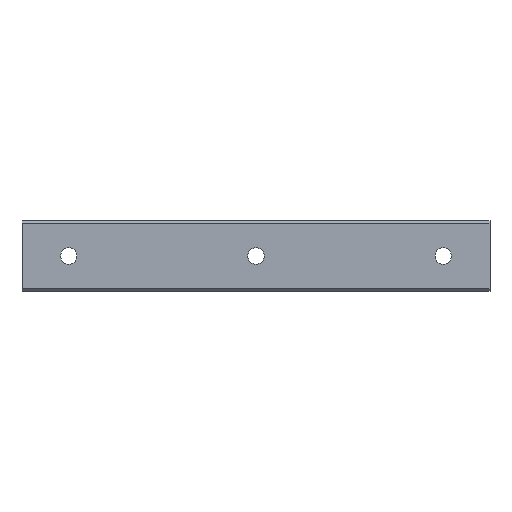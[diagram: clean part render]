
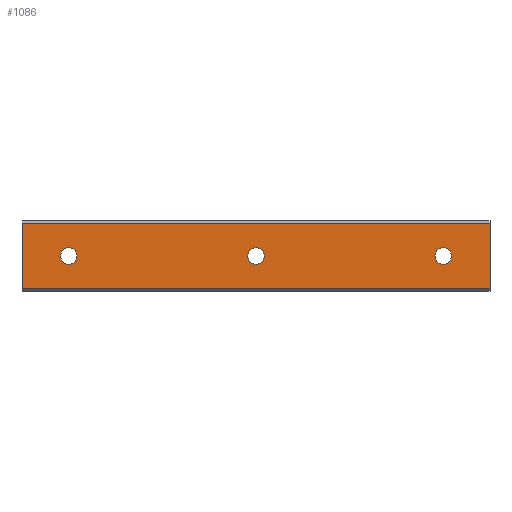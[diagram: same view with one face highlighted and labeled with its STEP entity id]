
A CAD part, front view. The second image highlights one B-rep face of the part: STEP entity #1086.
In plain terms, the highlighted planar face has unit normal (0, -1, 0).
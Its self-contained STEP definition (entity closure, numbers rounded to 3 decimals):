
#12 = ORIENTED_EDGE ( 'NONE', *, *, #898, .F. ) ;
#17 = VERTEX_POINT ( 'NONE', #1200 ) ;
#20 = CARTESIAN_POINT ( 'NONE',  ( -10., 0., -7. ) ) ;
#26 = EDGE_CURVE ( 'NONE', #271, #631, #205, .T. ) ;
#36 = CARTESIAN_POINT ( 'NONE',  ( 80., 0., -1.75 ) ) ;
#44 = AXIS2_PLACEMENT_3D ( 'NONE', #512, #1192, #385 ) ;
#66 = DIRECTION ( 'NONE',  ( 0., 0., 1. ) ) ;
#77 = CARTESIAN_POINT ( 'NONE',  ( 80., 0., 1.75 ) ) ;
#98 = VERTEX_POINT ( 'NONE', #36 ) ;
#112 = AXIS2_PLACEMENT_3D ( 'NONE', #1179, #596, #1085 ) ;
#125 = ORIENTED_EDGE ( 'NONE', *, *, #1213, .F. ) ;
#147 = ORIENTED_EDGE ( 'NONE', *, *, #1062, .F. ) ;
#153 = CARTESIAN_POINT ( 'NONE',  ( 0., 0., 0. ) ) ;
#156 = AXIS2_PLACEMENT_3D ( 'NONE', #555, #167, #976 ) ;
#160 = EDGE_CURVE ( 'NONE', #517, #894, #488, .T. ) ;
#167 = DIRECTION ( 'NONE',  ( 0., -1., 0. ) ) ;
#171 = CARTESIAN_POINT ( 'NONE',  ( -10., 0., 7. ) ) ;
#178 = LINE ( 'NONE', #1065, #1232 ) ;
#189 = CARTESIAN_POINT ( 'NONE',  ( 90., 0., -7. ) ) ;
#199 = VERTEX_POINT ( 'NONE', #171 ) ;
#201 = DIRECTION ( 'NONE',  ( 0., -1., 0. ) ) ;
#204 = EDGE_CURVE ( 'NONE', #631, #199, #178, .T. ) ;
#205 = LINE ( 'NONE', #189, #805 ) ;
#209 = CARTESIAN_POINT ( 'NONE',  ( 40., 0., -1.75 ) ) ;
#221 = ORIENTED_EDGE ( 'NONE', *, *, #26, .F. ) ;
#242 = LINE ( 'NONE', #911, #320 ) ;
#243 = VERTEX_POINT ( 'NONE', #77 ) ;
#249 = EDGE_CURVE ( 'NONE', #98, #243, #484, .T. ) ;
#271 = VERTEX_POINT ( 'NONE', #1058 ) ;
#305 = CARTESIAN_POINT ( 'NONE',  ( 90., 0., 7. ) ) ;
#320 = VECTOR ( 'NONE', #1050, 1000. ) ;
#329 = AXIS2_PLACEMENT_3D ( 'NONE', #153, #563, #424 ) ;
#363 = EDGE_CURVE ( 'NONE', #199, #1014, #242, .T. ) ;
#385 = DIRECTION ( 'NONE',  ( 0., 0., 1. ) ) ;
#408 = ORIENTED_EDGE ( 'NONE', *, *, #204, .F. ) ;
#412 = CARTESIAN_POINT ( 'NONE',  ( 0., 0., 0. ) ) ;
#423 = VECTOR ( 'NONE', #560, 1000. ) ;
#424 = DIRECTION ( 'NONE',  ( 0., 0., 1. ) ) ;
#432 = ORIENTED_EDGE ( 'NONE', *, *, #160, .F. ) ;
#458 = FACE_OUTER_BOUND ( 'NONE', #709, .T. ) ;
#459 = EDGE_LOOP ( 'NONE', ( #147, #871 ) ) ;
#484 = CIRCLE ( 'NONE', #156, 1.75 ) ;
#488 = CIRCLE ( 'NONE', #1077, 1.75 ) ;
#504 = CIRCLE ( 'NONE', #329, 1.75 ) ;
#512 = CARTESIAN_POINT ( 'NONE',  ( 40., 0., 0. ) ) ;
#517 = VERTEX_POINT ( 'NONE', #845 ) ;
#541 = AXIS2_PLACEMENT_3D ( 'NONE', #412, #201, #1011 ) ;
#548 = FACE_BOUND ( 'NONE', #459, .T. ) ;
#555 = CARTESIAN_POINT ( 'NONE',  ( 80., 0., 0. ) ) ;
#559 = CARTESIAN_POINT ( 'NONE',  ( 90., 0., 7. ) ) ;
#560 = DIRECTION ( 'NONE',  ( 0., 0., -1. ) ) ;
#563 = DIRECTION ( 'NONE',  ( 0., -1., 0. ) ) ;
#566 = LINE ( 'NONE', #855, #423 ) ;
#569 = CIRCLE ( 'NONE', #112, 1.75 ) ;
#596 = DIRECTION ( 'NONE',  ( 0., -1., 0. ) ) ;
#607 = DIRECTION ( 'NONE',  ( -1., 0., 0. ) ) ;
#614 = EDGE_LOOP ( 'NONE', ( #125, #958 ) ) ;
#616 = ORIENTED_EDGE ( 'NONE', *, *, #696, .F. ) ;
#627 = CIRCLE ( 'NONE', #44, 1.75 ) ;
#631 = VERTEX_POINT ( 'NONE', #20 ) ;
#647 = DIRECTION ( 'NONE',  ( 0., 0., 1. ) ) ;
#696 = EDGE_CURVE ( 'NONE', #1014, #271, #566, .T. ) ;
#709 = EDGE_LOOP ( 'NONE', ( #221, #616, #1029, #408 ) ) ;
#724 = DIRECTION ( 'NONE',  ( 0., -1., 0. ) ) ;
#731 = VERTEX_POINT ( 'NONE', #1151 ) ;
#803 = EDGE_LOOP ( 'NONE', ( #432, #12 ) ) ;
#805 = VECTOR ( 'NONE', #607, 1000. ) ;
#823 = FACE_BOUND ( 'NONE', #614, .T. ) ;
#845 = CARTESIAN_POINT ( 'NONE',  ( 40., 0., 1.75 ) ) ;
#854 = CIRCLE ( 'NONE', #541, 1.75 ) ;
#855 = CARTESIAN_POINT ( 'NONE',  ( 90., 0., 7. ) ) ;
#871 = ORIENTED_EDGE ( 'NONE', *, *, #920, .F. ) ;
#894 = VERTEX_POINT ( 'NONE', #209 ) ;
#898 = EDGE_CURVE ( 'NONE', #894, #517, #627, .T. ) ;
#911 = CARTESIAN_POINT ( 'NONE',  ( 90., 0., 7. ) ) ;
#920 = EDGE_CURVE ( 'NONE', #731, #17, #854, .T. ) ;
#958 = ORIENTED_EDGE ( 'NONE', *, *, #249, .F. ) ;
#976 = DIRECTION ( 'NONE',  ( 0., 0., 1. ) ) ;
#1011 = DIRECTION ( 'NONE',  ( 0., 0., 1. ) ) ;
#1014 = VERTEX_POINT ( 'NONE', #305 ) ;
#1029 = ORIENTED_EDGE ( 'NONE', *, *, #363, .F. ) ;
#1050 = DIRECTION ( 'NONE',  ( 1., 0., 0. ) ) ;
#1058 = CARTESIAN_POINT ( 'NONE',  ( 90., 0., -7. ) ) ;
#1062 = EDGE_CURVE ( 'NONE', #17, #731, #504, .T. ) ;
#1065 = CARTESIAN_POINT ( 'NONE',  ( -10., 0., 7. ) ) ;
#1077 = AXIS2_PLACEMENT_3D ( 'NONE', #1139, #724, #1128 ) ;
#1085 = DIRECTION ( 'NONE',  ( 0., 0., 1. ) ) ;
#1086 = ADVANCED_FACE ( 'NONE', ( #458, #548, #823, #1231 ), #1122, .F. ) ;
#1122 = PLANE ( 'NONE',  #1270 ) ;
#1128 = DIRECTION ( 'NONE',  ( 0., 0., 1. ) ) ;
#1139 = CARTESIAN_POINT ( 'NONE',  ( 40., 0., 0. ) ) ;
#1151 = CARTESIAN_POINT ( 'NONE',  ( 0., 0., -1.75 ) ) ;
#1179 = CARTESIAN_POINT ( 'NONE',  ( 80., 0., 0. ) ) ;
#1192 = DIRECTION ( 'NONE',  ( 0., -1., 0. ) ) ;
#1200 = CARTESIAN_POINT ( 'NONE',  ( 0., 0., 1.75 ) ) ;
#1209 = DIRECTION ( 'NONE',  ( 0., 1., 0. ) ) ;
#1213 = EDGE_CURVE ( 'NONE', #243, #98, #569, .T. ) ;
#1231 = FACE_BOUND ( 'NONE', #803, .T. ) ;
#1232 = VECTOR ( 'NONE', #66, 1000. ) ;
#1270 = AXIS2_PLACEMENT_3D ( 'NONE', #559, #1209, #647 ) ;
